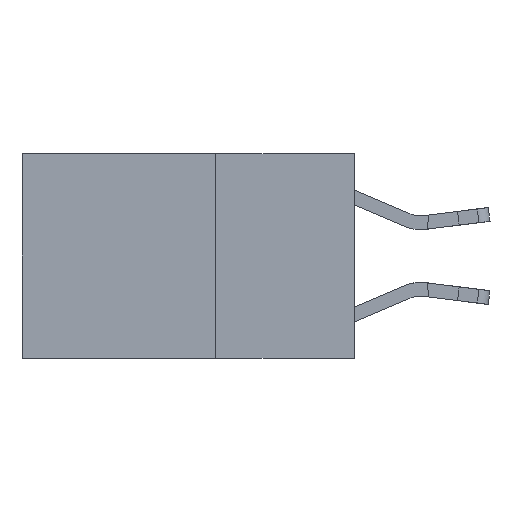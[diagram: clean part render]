
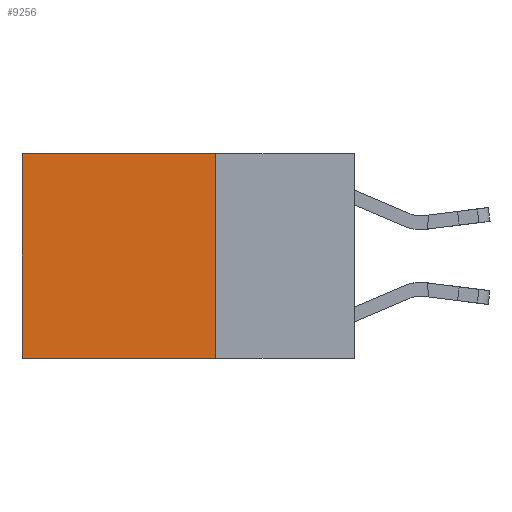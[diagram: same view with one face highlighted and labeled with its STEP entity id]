
A CAD part, left-side view. The second image highlights one B-rep face of the part: STEP entity #9256.
In plain terms, the highlighted planar face has unit normal (-1, 0, 0).
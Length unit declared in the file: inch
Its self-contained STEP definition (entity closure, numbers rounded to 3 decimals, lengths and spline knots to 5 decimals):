
#113 = CARTESIAN_POINT ( 'NONE',  ( 0.2625, 0.6, -0.37 ) ) ;
#369 = VERTEX_POINT ( 'NONE', #4141 ) ;
#884 = VECTOR ( 'NONE', #11952, 39.37008 ) ;
#1495 = CARTESIAN_POINT ( 'NONE',  ( 0.2625, 0.25, 0. ) ) ;
#2283 = LINE ( 'NONE', #1495, #13559 ) ;
#2658 = DIRECTION ( 'NONE',  ( 0., 0., -1. ) ) ;
#2914 = DIRECTION ( 'NONE',  ( 0., 0., -1. ) ) ;
#3303 = PLANE ( 'NONE',  #10135 ) ;
#4141 = CARTESIAN_POINT ( 'NONE',  ( 0.2625, 0.6, 0. ) ) ;
#4217 = LINE ( 'NONE', #8759, #4563 ) ;
#4280 = CARTESIAN_POINT ( 'NONE',  ( 0.2625, 0.25, -0.37 ) ) ;
#4414 = CARTESIAN_POINT ( 'NONE',  ( 0.2625, 0.25, 0. ) ) ;
#4563 = VECTOR ( 'NONE', #13068, 39.37008 ) ;
#5300 = EDGE_CURVE ( 'NONE', #369, #11053, #11103, .T. ) ;
#5647 = EDGE_LOOP ( 'NONE', ( #13648, #6055, #11766, #9281 ) ) ;
#6055 = ORIENTED_EDGE ( 'NONE', *, *, #7251, .F. ) ;
#6272 = CARTESIAN_POINT ( 'NONE',  ( 0.2625, 0.6, 0. ) ) ;
#6633 = DIRECTION ( 'NONE',  ( 1., 0., 0. ) ) ;
#7225 = LINE ( 'NONE', #14107, #884 ) ;
#7251 = EDGE_CURVE ( 'NONE', #10820, #11053, #7225, .T. ) ;
#8264 = VECTOR ( 'NONE', #2914, 39.37008 ) ;
#8759 = CARTESIAN_POINT ( 'NONE',  ( 0.2625, 0.25, 0. ) ) ;
#9256 = ADVANCED_FACE ( 'NONE', ( #10196 ), #3303, .F. ) ;
#9281 = ORIENTED_EDGE ( 'NONE', *, *, #9929, .T. ) ;
#9929 = EDGE_CURVE ( 'NONE', #11865, #369, #4217, .T. ) ;
#10135 = AXIS2_PLACEMENT_3D ( 'NONE', #4414, #6633, #14197 ) ;
#10196 = FACE_OUTER_BOUND ( 'NONE', #5647, .T. ) ;
#10393 = CARTESIAN_POINT ( 'NONE',  ( 0.2625, 0.25, 0. ) ) ;
#10820 = VERTEX_POINT ( 'NONE', #4280 ) ;
#11053 = VERTEX_POINT ( 'NONE', #113 ) ;
#11103 = LINE ( 'NONE', #6272, #8264 ) ;
#11766 = ORIENTED_EDGE ( 'NONE', *, *, #12441, .F. ) ;
#11865 = VERTEX_POINT ( 'NONE', #10393 ) ;
#11952 = DIRECTION ( 'NONE',  ( 0., 1., 0. ) ) ;
#12441 = EDGE_CURVE ( 'NONE', #11865, #10820, #2283, .T. ) ;
#13068 = DIRECTION ( 'NONE',  ( 0., 1., 0. ) ) ;
#13559 = VECTOR ( 'NONE', #2658, 39.37008 ) ;
#13648 = ORIENTED_EDGE ( 'NONE', *, *, #5300, .T. ) ;
#14107 = CARTESIAN_POINT ( 'NONE',  ( 0.2625, 0.25, -0.37 ) ) ;
#14197 = DIRECTION ( 'NONE',  ( 0., 0., -1. ) ) ;
